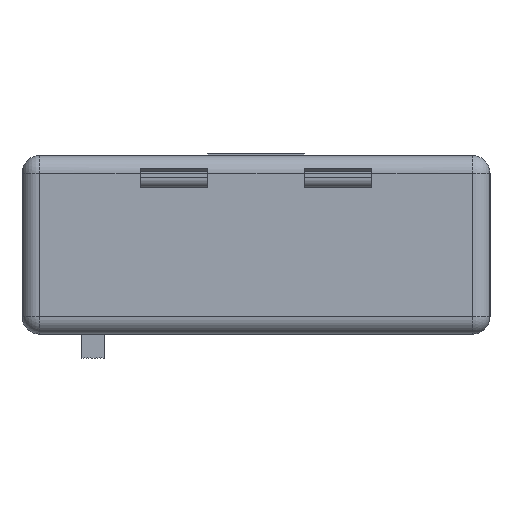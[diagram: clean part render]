
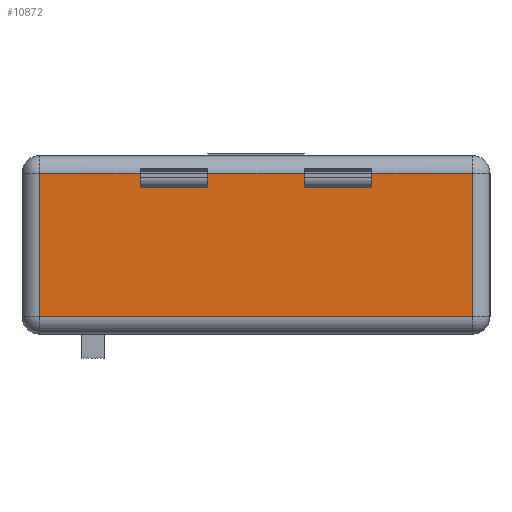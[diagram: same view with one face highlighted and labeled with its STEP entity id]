
A CAD part, left-side view. The second image highlights one B-rep face of the part: STEP entity #10872.
In plain terms, the highlighted planar face has unit normal (-1, 0, 0).
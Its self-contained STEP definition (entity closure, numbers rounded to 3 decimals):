
#245 = VERTEX_POINT ( 'NONE', #4904 ) ;
#367 = ORIENTED_EDGE ( 'NONE', *, *, #8502, .F. ) ;
#665 = CARTESIAN_POINT ( 'NONE',  ( -34.25, 19.25, 5.95 ) ) ;
#692 = CARTESIAN_POINT ( 'NONE',  ( -34.25, 1.8, 7.45 ) ) ;
#772 = DIRECTION ( 'NONE',  ( 0., 0., 1. ) ) ;
#952 = VECTOR ( 'NONE', #14652, 1000. ) ;
#1016 = CARTESIAN_POINT ( 'NONE',  ( -34.25, 12.25, 7.45 ) ) ;
#1121 = CARTESIAN_POINT ( 'NONE',  ( -34.25, 46.7, -7.45 ) ) ;
#1212 = DIRECTION ( 'NONE',  ( 1., 0., 0. ) ) ;
#1477 = LINE ( 'NONE', #2784, #952 ) ;
#1609 = CARTESIAN_POINT ( 'NONE',  ( -34.25, 19.25, 5.95 ) ) ;
#2216 = LINE ( 'NONE', #9718, #17154 ) ;
#2370 = AXIS2_PLACEMENT_3D ( 'NONE', #8137, #1212, #20186 ) ;
#2429 = VERTEX_POINT ( 'NONE', #18974 ) ;
#2501 = CARTESIAN_POINT ( 'NONE',  ( -34.25, 1.8, 7.45 ) ) ;
#2577 = VECTOR ( 'NONE', #14745, 1000. ) ;
#2649 = DIRECTION ( 'NONE',  ( 0., 1., 0. ) ) ;
#2784 = CARTESIAN_POINT ( 'NONE',  ( -34.25, 1.8, -7.45 ) ) ;
#2867 = VERTEX_POINT ( 'NONE', #19393 ) ;
#2903 = VERTEX_POINT ( 'NONE', #665 ) ;
#2989 = CARTESIAN_POINT ( 'NONE',  ( -34.25, 1.8, 9.25 ) ) ;
#3444 = VECTOR ( 'NONE', #17809, 1000. ) ;
#4191 = EDGE_CURVE ( 'NONE', #2429, #16619, #4279, .T. ) ;
#4222 = EDGE_CURVE ( 'NONE', #13917, #245, #18734, .T. ) ;
#4223 = DIRECTION ( 'NONE',  ( 0., 0., 1. ) ) ;
#4254 = DIRECTION ( 'NONE',  ( 0., 1., 0. ) ) ;
#4279 = LINE ( 'NONE', #692, #17935 ) ;
#4524 = ORIENTED_EDGE ( 'NONE', *, *, #19254, .F. ) ;
#4531 = LINE ( 'NONE', #19998, #3444 ) ;
#4613 = DIRECTION ( 'NONE',  ( 0., 0., -1. ) ) ;
#4774 = VERTEX_POINT ( 'NONE', #1121 ) ;
#4904 = CARTESIAN_POINT ( 'NONE',  ( -34.25, 29.25, 7.45 ) ) ;
#6141 = CARTESIAN_POINT ( 'NONE',  ( -34.25, 1.8, 7.45 ) ) ;
#6434 = ORIENTED_EDGE ( 'NONE', *, *, #18477, .F. ) ;
#7312 = LINE ( 'NONE', #6141, #8672 ) ;
#7369 = VECTOR ( 'NONE', #4223, 1000. ) ;
#7944 = ORIENTED_EDGE ( 'NONE', *, *, #11854, .F. ) ;
#8023 = VERTEX_POINT ( 'NONE', #11655 ) ;
#8074 = ORIENTED_EDGE ( 'NONE', *, *, #10319, .T. ) ;
#8137 = CARTESIAN_POINT ( 'NONE',  ( -34.25, 1.8, 9.25 ) ) ;
#8329 = VERTEX_POINT ( 'NONE', #19265 ) ;
#8502 = EDGE_CURVE ( 'NONE', #2903, #12307, #20636, .T. ) ;
#8672 = VECTOR ( 'NONE', #2649, 1000. ) ;
#9476 = ORIENTED_EDGE ( 'NONE', *, *, #4222, .F. ) ;
#9718 = CARTESIAN_POINT ( 'NONE',  ( -34.25, 1.8, 7.45 ) ) ;
#10319 = EDGE_CURVE ( 'NONE', #20405, #14253, #2216, .T. ) ;
#10872 = ADVANCED_FACE ( 'NONE', ( #14459 ), #18384, .F. ) ;
#11105 = LINE ( 'NONE', #13032, #2577 ) ;
#11367 = LINE ( 'NONE', #21202, #14838 ) ;
#11423 = ORIENTED_EDGE ( 'NONE', *, *, #17993, .F. ) ;
#11655 = CARTESIAN_POINT ( 'NONE',  ( -34.25, 36.25, 5.95 ) ) ;
#11854 = EDGE_CURVE ( 'NONE', #20405, #8329, #18184, .T. ) ;
#11899 = VECTOR ( 'NONE', #17319, 1000. ) ;
#12038 = VECTOR ( 'NONE', #772, 1000. ) ;
#12307 = VERTEX_POINT ( 'NONE', #19325 ) ;
#12634 = CARTESIAN_POINT ( 'NONE',  ( -34.25, 29.25, 7.45 ) ) ;
#12987 = LINE ( 'NONE', #15849, #11899 ) ;
#13032 = CARTESIAN_POINT ( 'NONE',  ( -34.25, 19.25, 7.45 ) ) ;
#13222 = CARTESIAN_POINT ( 'NONE',  ( -34.25, 46.7, 7.45 ) ) ;
#13372 = DIRECTION ( 'NONE',  ( 0., 1., 0. ) ) ;
#13464 = DIRECTION ( 'NONE',  ( 0., -1., 0. ) ) ;
#13534 = ORIENTED_EDGE ( 'NONE', *, *, #4191, .T. ) ;
#13899 = ORIENTED_EDGE ( 'NONE', *, *, #16723, .T. ) ;
#13917 = VERTEX_POINT ( 'NONE', #18850 ) ;
#14091 = LINE ( 'NONE', #1016, #7369 ) ;
#14106 = EDGE_CURVE ( 'NONE', #12307, #14253, #14091, .T. ) ;
#14157 = VECTOR ( 'NONE', #4613, 1000. ) ;
#14253 = VERTEX_POINT ( 'NONE', #19757 ) ;
#14331 = ORIENTED_EDGE ( 'NONE', *, *, #20038, .T. ) ;
#14459 = FACE_OUTER_BOUND ( 'NONE', #14743, .T. ) ;
#14652 = DIRECTION ( 'NONE',  ( 0., -1., 0. ) ) ;
#14743 = EDGE_LOOP ( 'NONE', ( #8074, #20131, #367, #6434, #20650, #9476, #4524, #11423, #13534, #13899, #14331, #7944 ) ) ;
#14745 = DIRECTION ( 'NONE',  ( 0., 0., -1. ) ) ;
#14838 = VECTOR ( 'NONE', #16054, 1000. ) ;
#15849 = CARTESIAN_POINT ( 'NONE',  ( -34.25, 29.25, 5.95 ) ) ;
#16054 = DIRECTION ( 'NONE',  ( 0., 0., -1. ) ) ;
#16087 = VECTOR ( 'NONE', #13464, 1000. ) ;
#16619 = VERTEX_POINT ( 'NONE', #13222 ) ;
#16723 = EDGE_CURVE ( 'NONE', #16619, #4774, #11367, .T. ) ;
#17154 = VECTOR ( 'NONE', #13372, 1000. ) ;
#17319 = DIRECTION ( 'NONE',  ( 0., -1., 0. ) ) ;
#17809 = DIRECTION ( 'NONE',  ( 0., 0., -1. ) ) ;
#17935 = VECTOR ( 'NONE', #4254, 1000. ) ;
#17993 = EDGE_CURVE ( 'NONE', #2429, #8023, #4531, .T. ) ;
#18184 = LINE ( 'NONE', #2989, #14157 ) ;
#18384 = PLANE ( 'NONE',  #2370 ) ;
#18477 = EDGE_CURVE ( 'NONE', #2867, #2903, #11105, .T. ) ;
#18734 = LINE ( 'NONE', #12634, #12038 ) ;
#18850 = CARTESIAN_POINT ( 'NONE',  ( -34.25, 29.25, 5.95 ) ) ;
#18974 = CARTESIAN_POINT ( 'NONE',  ( -34.25, 36.25, 7.45 ) ) ;
#19254 = EDGE_CURVE ( 'NONE', #8023, #13917, #12987, .T. ) ;
#19265 = CARTESIAN_POINT ( 'NONE',  ( -34.25, 1.8, -7.45 ) ) ;
#19325 = CARTESIAN_POINT ( 'NONE',  ( -34.25, 12.25, 5.95 ) ) ;
#19393 = CARTESIAN_POINT ( 'NONE',  ( -34.25, 19.25, 7.45 ) ) ;
#19757 = CARTESIAN_POINT ( 'NONE',  ( -34.25, 12.25, 7.45 ) ) ;
#19998 = CARTESIAN_POINT ( 'NONE',  ( -34.25, 36.25, 7.45 ) ) ;
#20038 = EDGE_CURVE ( 'NONE', #4774, #8329, #1477, .T. ) ;
#20131 = ORIENTED_EDGE ( 'NONE', *, *, #14106, .F. ) ;
#20186 = DIRECTION ( 'NONE',  ( 0., 1., 0. ) ) ;
#20405 = VERTEX_POINT ( 'NONE', #2501 ) ;
#20544 = EDGE_CURVE ( 'NONE', #2867, #245, #7312, .T. ) ;
#20636 = LINE ( 'NONE', #1609, #16087 ) ;
#20650 = ORIENTED_EDGE ( 'NONE', *, *, #20544, .T. ) ;
#21202 = CARTESIAN_POINT ( 'NONE',  ( -34.25, 46.7, 9.25 ) ) ;
